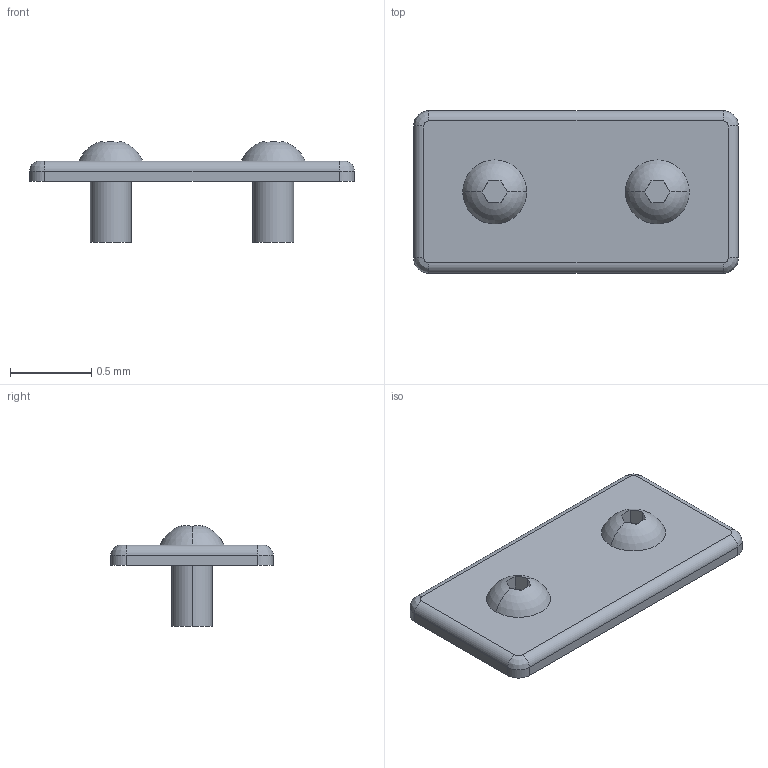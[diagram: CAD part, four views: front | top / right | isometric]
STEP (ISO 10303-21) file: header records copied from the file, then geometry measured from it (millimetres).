
FILE_DESCRIPTION((''),'2;1');
FILE_NAME('10AC7632.stp','2015-07-02T14:32:08',(''),(''),'Mechanical Desktop 2011','Mechanical Desktop 2011',', , ');
FILE_SCHEMA(('CONFIG_CONTROL_DESIGN'));
Length unit declared in the file: millimetre
Products named in the file (1): Product
Bounding box: 2 x 1 x 0.62 mm (x, y, z)
Volume: 0.3 mm3; surface area: 6 mm2
Topology: 3 solids, 3 shells, 48 faces, 110 edges, 70 vertices
Faces by surface type: plane 19, bspline 16, cylinder 9, sphere 4
Entity records: 1722 total; most frequent: CARTESIAN_POINT 539, DIRECTION 234, ORIENTED_EDGE 220, EDGE_CURVE 110, AXIS2_PLACEMENT_3D 91, VERTEX_POINT 70, CIRCLE 58, EDGE_LOOP 54
